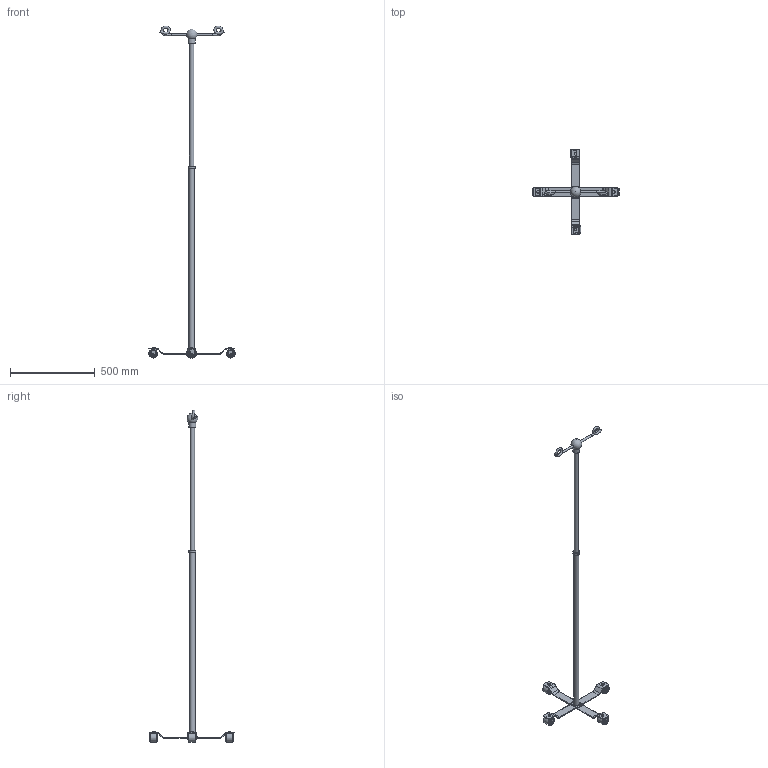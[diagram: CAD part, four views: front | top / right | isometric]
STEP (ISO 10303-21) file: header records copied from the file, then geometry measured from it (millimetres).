
FILE_DESCRIPTION(/* description */ (''),/* implementation_level */ '2;1');
FILE_NAME(/* name */ 'IV Stand.stp',/* time_stamp */ '2020-08-19T22:52:03-04:00',/* author */ ('ignac'),/* organization */ (''),/* preprocessor_version */ 'ST-DEVELOPER v18',/* originating_system */ 'Autodesk Inventor 2020',/* authorisation */ '');
FILE_SCHEMA (('AUTOMOTIVE_DESIGN { 1 0 10303 214 3 1 1 }'));
Length unit declared in the file: inch
Products named in the file (1): IV Stand
Bounding box: 508.59 x 502.89 x 1955.67 mm (x, y, z)
Volume: 2155361.4 mm3; surface area: 402440.7 mm2
Topology: 13 solids, 13 shells, 327 faces, 785 edges, 499 vertices
Faces by surface type: cylinder 130, plane 97, torus 89, cone 8, bspline 2, sphere 1
Full cylindrical faces by diameter (mm): 4.041 x4, 6.349 x8, 12.7 x2, 16.041 x4, 25.4 x1, 33.02 x1, 40 x2, 51.387 x4
Entity records: 10929 total; most frequent: CARTESIAN_POINT 2535, DIRECTION 1910, ORIENTED_EDGE 1568, AXIS2_PLACEMENT_3D 802, EDGE_CURVE 784, VERTEX_POINT 499, CIRCLE 472, EDGE_LOOP 369
